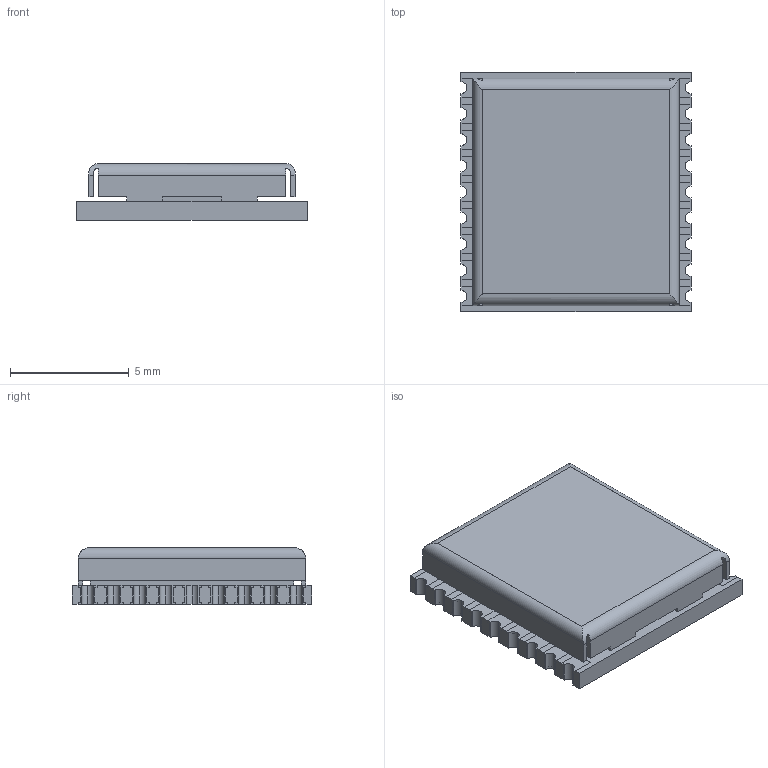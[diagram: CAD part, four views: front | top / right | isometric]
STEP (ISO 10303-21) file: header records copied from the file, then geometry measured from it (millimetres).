
FILE_DESCRIPTION (( 'STEP AP214' ), '1' );
FILE_NAME ('ATGM336H-5N31.STEP', '2022-04-29T09:44:41', ( '' ), ( '' ), 'SwSTEP 2.0', 'SolidWorks 2018', '' );
FILE_SCHEMA (( 'AUTOMOTIVE_DESIGN' ));
Length unit declared in the file: millimetre
Products named in the file (1): ATGM336H-5N31
Bounding box: 9.7 x 10.1 x 2.4 mm (x, y, z)
Volume: 192.2 mm3; surface area: 742.5 mm2
Topology: 21 solids, 21 shells, 549 faces, 1529 edges, 1022 vertices
Faces by surface type: plane 438, cylinder 111
Entity records: 21513 total; most frequent: CARTESIAN_POINT 3230, ORIENTED_EDGE 3058, DIRECTION 2823, EDGE_CURVE 1529, VECTOR 1287, LINE 1287, VERTEX_POINT 1022, AXIS2_PLACEMENT_3D 768
